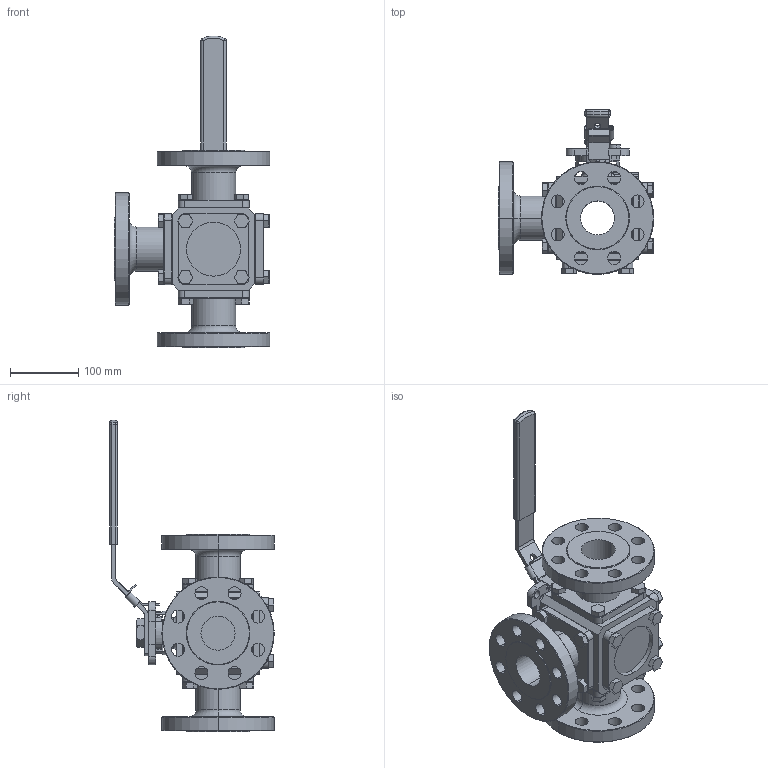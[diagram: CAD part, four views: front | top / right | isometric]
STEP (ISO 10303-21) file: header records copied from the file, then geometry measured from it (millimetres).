
FILE_DESCRIPTION (( 'STEP AP214' ), '1' );
FILE_NAME ('33-F3-0200-XXX.step', '2019-09-30T20:16:16', ( '' ), ( '' ), 'SwSTEP 2.0', 'SolidWorks 2019', '' );
FILE_SCHEMA (( 'AUTOMOTIVE_DESIGN' ));
Length unit declared in the file: millimetre
Products named in the file (2): 33-F3-0200-XXX
Bounding box: 228.47 x 241.55 x 457.86 mm (x, y, z)
Surface area: 457672.3 mm2 (no closed solid volume)
Topology: 0 solids, 35 shells, 660 faces, 1850 edges, 1214 vertices
Faces by surface type: plane 435, cylinder 158, cone 48, torus 13, sphere 4, bspline 2
Entity records: 28814 total; most frequent: CARTESIAN_POINT 4342, DIRECTION 3657, ORIENTED_EDGE 3183, EDGE_CURVE 1846, LINE 1263, VECTOR 1263, VERTEX_POINT 1214, AXIS2_PLACEMENT_3D 1197
